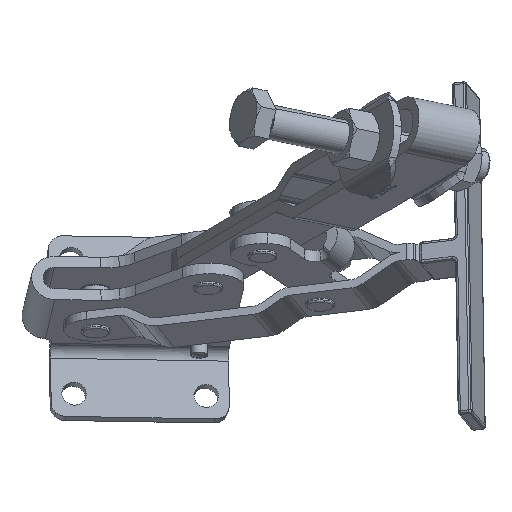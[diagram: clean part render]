
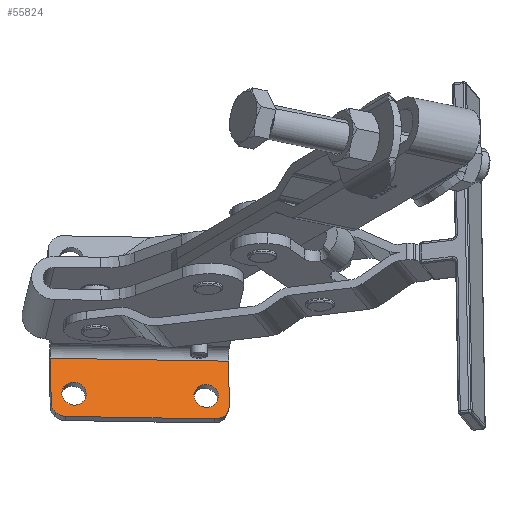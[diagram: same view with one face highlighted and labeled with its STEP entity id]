
A CAD part, top view. The second image highlights one B-rep face of the part: STEP entity #55824.
In plain terms, the highlighted planar face has unit normal (0.088, 0.354, 0.931).
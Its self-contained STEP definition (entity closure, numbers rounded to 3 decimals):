
#1794=CARTESIAN_POINT('',(-46.749,-83.073,57.863));
#1795=VERTEX_POINT('',#1794);
#1804=CARTESIAN_POINT('',(-50.247,-84.384,58.691));
#1805=VERTEX_POINT('',#1804);
#1806=CARTESIAN_POINT('',(-50.326,-79.71,56.919));
#1807=DIRECTION('',(-0.088,-0.354,-0.931));
#1808=DIRECTION('',(0.715,-0.673,0.189));
#1809=AXIS2_PLACEMENT_3D('',#1806,#1807,#1808);
#1810=CIRCLE('',#1809,5.);
#1811=EDGE_CURVE('',#1795,#1805,#1810,.T.);
#1836=CARTESIAN_POINT('',(-105.585,-82.104,63.032));
#1837=VERTEX_POINT('',#1836);
#1846=CARTESIAN_POINT('',(-107.1,-78.774,61.907));
#1847=VERTEX_POINT('',#1846);
#1848=CARTESIAN_POINT('',(-102.12,-78.856,61.469));
#1849=DIRECTION('',(-0.088,-0.354,-0.931));
#1850=DIRECTION('',(-0.693,-0.649,0.313));
#1851=AXIS2_PLACEMENT_3D('',#1848,#1849,#1850);
#1852=CIRCLE('',#1851,5.);
#1853=EDGE_CURVE('',#1837,#1847,#1852,.T.);
#2124=CARTESIAN_POINT('',(-96.146,-78.492,60.768));
#2125=VERTEX_POINT('',#2124);
#2134=CARTESIAN_POINT('',(-99.253,-71.66,58.459));
#2135=VERTEX_POINT('',#2134);
#2136=CARTESIAN_POINT('',(-99.187,-75.633,59.966));
#2137=DIRECTION('',(0.088,0.354,0.931));
#2138=DIRECTION('',(-0.715,0.673,-0.189));
#2139=AXIS2_PLACEMENT_3D('',#2136,#2137,#2138);
#2140=CIRCLE('',#2139,4.25);
#2141=EDGE_CURVE('',#2125,#2135,#2140,.T.);
#2143=CARTESIAN_POINT('',(-102.227,-72.774,59.164));
#2144=VERTEX_POINT('',#2143);
#2145=CARTESIAN_POINT('',(-99.187,-75.633,59.966));
#2146=DIRECTION('',(0.088,0.354,0.931));
#2147=DIRECTION('',(-0.715,0.673,-0.189));
#2148=AXIS2_PLACEMENT_3D('',#2145,#2146,#2147);
#2149=CIRCLE('',#2148,4.25);
#2150=EDGE_CURVE('',#2135,#2144,#2149,.T.);
#2184=CARTESIAN_POINT('',(-50.329,-79.247,56.743));
#2185=VERTEX_POINT('',#2184);
#2194=CARTESIAN_POINT('',(-53.436,-72.415,54.434));
#2195=VERTEX_POINT('',#2194);
#2196=CARTESIAN_POINT('',(-53.369,-76.388,55.94));
#2197=DIRECTION('',(0.088,0.354,0.931));
#2198=DIRECTION('',(-0.715,0.673,-0.189));
#2199=AXIS2_PLACEMENT_3D('',#2196,#2197,#2198);
#2200=CIRCLE('',#2199,4.25);
#2201=EDGE_CURVE('',#2185,#2195,#2200,.T.);
#2203=CARTESIAN_POINT('',(-56.41,-73.529,55.138));
#2204=VERTEX_POINT('',#2203);
#2205=CARTESIAN_POINT('',(-53.369,-76.388,55.94));
#2206=DIRECTION('',(0.088,0.354,0.931));
#2207=DIRECTION('',(-0.715,0.673,-0.189));
#2208=AXIS2_PLACEMENT_3D('',#2205,#2206,#2207);
#2209=CIRCLE('',#2208,4.25);
#2210=EDGE_CURVE('',#2195,#2204,#2209,.T.);
#55122=CARTESIAN_POINT('',(-45.606,-64.366,50.632));
#55123=VERTEX_POINT('',#55122);
#55131=CARTESIAN_POINT('',(-45.346,-79.792,56.481));
#55132=VERTEX_POINT('',#55131);
#55133=CARTESIAN_POINT('',(-45.346,-79.792,56.481));
#55134=DIRECTION('',(-0.016,0.935,-0.355));
#55135=VECTOR('',#55134,16.5);
#55136=LINE('',#55133,#55135);
#55137=EDGE_CURVE('',#55132,#55123,#55136,.T.);
#55380=CARTESIAN_POINT('',(-53.369,-76.388,55.94));
#55381=DIRECTION('',(0.088,0.354,0.931));
#55382=DIRECTION('',(-0.715,0.673,-0.189));
#55383=AXIS2_PLACEMENT_3D('',#55380,#55381,#55382);
#55384=CIRCLE('',#55383,4.25);
#55385=EDGE_CURVE('',#2204,#2185,#55384,.T.);
#55404=CARTESIAN_POINT('',(-99.187,-75.633,59.966));
#55405=DIRECTION('',(0.088,0.354,0.931));
#55406=DIRECTION('',(-0.715,0.673,-0.189));
#55407=AXIS2_PLACEMENT_3D('',#55404,#55405,#55406);
#55408=CIRCLE('',#55407,4.25);
#55409=EDGE_CURVE('',#2144,#2125,#55408,.T.);
#55709=CARTESIAN_POINT('',(-102.041,-83.531,63.242));
#55710=VERTEX_POINT('',#55709);
#55717=CARTESIAN_POINT('',(-102.12,-78.856,61.469));
#55718=DIRECTION('',(-0.088,-0.354,-0.931));
#55719=DIRECTION('',(-0.693,-0.649,0.313));
#55720=AXIS2_PLACEMENT_3D('',#55717,#55718,#55719);
#55721=CIRCLE('',#55720,5.);
#55722=EDGE_CURVE('',#55710,#1837,#55721,.T.);
#55733=CARTESIAN_POINT('',(-107.359,-63.348,56.058));
#55734=VERTEX_POINT('',#55733);
#55735=CARTESIAN_POINT('',(-107.359,-63.348,56.058));
#55736=DIRECTION('',(0.016,-0.935,0.355));
#55737=VECTOR('',#55736,16.5);
#55738=LINE('',#55735,#55737);
#55739=EDGE_CURVE('',#55734,#1847,#55738,.T.);
#55783=CARTESIAN_POINT('',(-76.345,-72.037,56.447));
#55784=DIRECTION('',(0.088,0.354,0.931));
#55785=DIRECTION('',(0.996,-0.016,-0.088));
#55786=AXIS2_PLACEMENT_3D('',#55783,#55784,#55785);
#55787=PLANE('',#55786);
#55788=ORIENTED_EDGE('',*,*,#55722,.F.);
#55789=CARTESIAN_POINT('',(-102.041,-83.531,63.242));
#55790=DIRECTION('',(0.996,-0.016,-0.088));
#55791=VECTOR('',#55790,52.);
#55792=LINE('',#55789,#55791);
#55793=EDGE_CURVE('',#55710,#1805,#55792,.T.);
#55794=ORIENTED_EDGE('',*,*,#55793,.T.);
#55795=ORIENTED_EDGE('',*,*,#1811,.F.);
#55796=CARTESIAN_POINT('',(-50.326,-79.71,56.919));
#55797=DIRECTION('',(-0.088,-0.354,-0.931));
#55798=DIRECTION('',(0.715,-0.673,0.189));
#55799=AXIS2_PLACEMENT_3D('',#55796,#55797,#55798);
#55800=CIRCLE('',#55799,5.);
#55801=EDGE_CURVE('',#55132,#1795,#55800,.T.);
#55802=ORIENTED_EDGE('',*,*,#55801,.F.);
#55803=ORIENTED_EDGE('',*,*,#55137,.T.);
#55804=CARTESIAN_POINT('',(-45.606,-64.366,50.632));
#55805=DIRECTION('',(-0.996,0.016,0.088));
#55806=VECTOR('',#55805,62.);
#55807=LINE('',#55804,#55806);
#55808=EDGE_CURVE('',#55123,#55734,#55807,.T.);
#55809=ORIENTED_EDGE('',*,*,#55808,.T.);
#55810=ORIENTED_EDGE('',*,*,#55739,.T.);
#55811=ORIENTED_EDGE('',*,*,#1853,.F.);
#55812=EDGE_LOOP('',(#55788,#55794,#55795,#55802,#55803,#55809,#55810,#55811));
#55813=FACE_OUTER_BOUND('',#55812,.T.);
#55814=ORIENTED_EDGE('',*,*,#2210,.F.);
#55815=ORIENTED_EDGE('',*,*,#2201,.F.);
#55816=ORIENTED_EDGE('',*,*,#55385,.F.);
#55817=EDGE_LOOP('',(#55814,#55815,#55816));
#55818=FACE_BOUND('',#55817,.T.);
#55819=ORIENTED_EDGE('',*,*,#2150,.F.);
#55820=ORIENTED_EDGE('',*,*,#2141,.F.);
#55821=ORIENTED_EDGE('',*,*,#55409,.F.);
#55822=EDGE_LOOP('',(#55819,#55820,#55821));
#55823=FACE_BOUND('',#55822,.T.);
#55824=ADVANCED_FACE('',(#55813,#55818,#55823),#55787,.T.);
